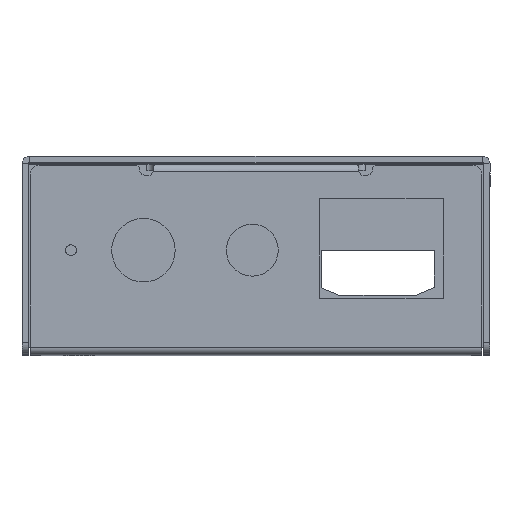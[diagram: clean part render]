
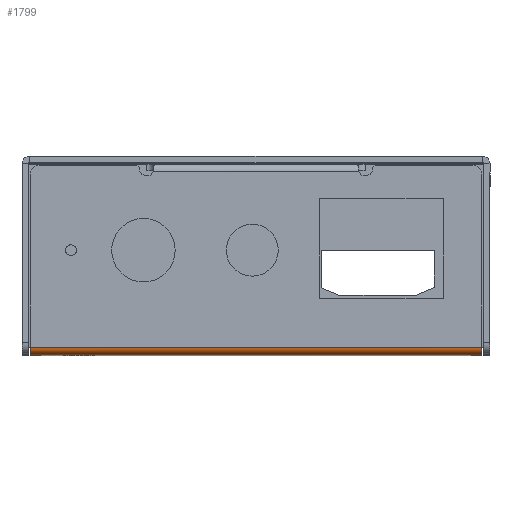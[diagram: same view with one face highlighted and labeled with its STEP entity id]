
A CAD part, top view. The second image highlights one B-rep face of the part: STEP entity #1799.
In plain terms, the highlighted cylindrical face has radius 1.067 mm (diameter 2.134 mm), a partial arc.
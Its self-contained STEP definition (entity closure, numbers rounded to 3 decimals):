
#50 = CARTESIAN_POINT ( 'NONE',  ( 31.09, -1.067, -39.497 ) ) ;
#109 = CARTESIAN_POINT ( 'NONE',  ( 31.09, 0., -38.431 ) ) ;
#227 = CARTESIAN_POINT ( 'NONE',  ( -31.09, 0., -38.431 ) ) ;
#1799 = ADVANCED_FACE ( 'NONE', ( #8056 ), #8058, .T. ) ;
#2532 = EDGE_CURVE ( 'NONE', #3945, #3428, #3279, .T. ) ;
#2595 = EDGE_CURVE ( 'NONE', #3753, #3945, #10778, .T. ) ;
#2605 = EDGE_CURVE ( 'NONE', #3661, #3753, #8539, .T. ) ;
#3279 = B_SPLINE_CURVE_WITH_KNOTS ( 'NONE', 3,
 ( #10523, #10522, #10521, #10525, #10526, #10527, #10528, #10529, #10530, #10531 ),
 .UNSPECIFIED., .F., .F.,
 ( 4, 2, 2, 2, 4 ),
 ( 0., 0.25, 0.5, 0.75, 1. ),
 .UNSPECIFIED. ) ;
#3428 = VERTEX_POINT ( 'NONE', #11054 ) ;
#3661 = VERTEX_POINT ( 'NONE', #50 ) ;
#3753 = VERTEX_POINT ( 'NONE', #109 ) ;
#3832 = EDGE_LOOP ( 'NONE', ( #5814, #5328, #5963, #5435 ) ) ;
#3945 = VERTEX_POINT ( 'NONE', #227 ) ;
#5328 = ORIENTED_EDGE ( 'NONE', *, *, #2595, .F. ) ;
#5435 = ORIENTED_EDGE ( 'NONE', *, *, #12525, .T. ) ;
#5814 = ORIENTED_EDGE ( 'NONE', *, *, #2532, .F. ) ;
#5963 = ORIENTED_EDGE ( 'NONE', *, *, #2605, .F. ) ;
#6302 = AXIS2_PLACEMENT_3D ( 'NONE', #8044, #8053, #8060 ) ;
#8044 = CARTESIAN_POINT ( 'NONE',  ( -62.188, -1.067, -38.431 ) ) ;
#8053 = DIRECTION ( 'NONE',  ( 1., 0., 0. ) ) ;
#8056 = FACE_OUTER_BOUND ( 'NONE', #3832, .T. ) ;
#8058 = CYLINDRICAL_SURFACE ( 'NONE', #6302, 1.067 ) ;
#8060 = DIRECTION ( 'NONE',  ( 0., 0., -1. ) ) ;
#8539 = CIRCLE ( 'NONE', #8545, 1.067 ) ;
#8545 = AXIS2_PLACEMENT_3D ( 'NONE', #10815, #10816, #10817 ) ;
#8776 = VECTOR ( 'NONE', #10780, 1000. ) ;
#10521 = CARTESIAN_POINT ( 'NONE',  ( -31.09, -0.028, -38.71 ) ) ;
#10522 = CARTESIAN_POINT ( 'NONE',  ( -31.09, 0., -38.57 ) ) ;
#10523 = CARTESIAN_POINT ( 'NONE',  ( -31.09, 0., -38.431 ) ) ;
#10525 = CARTESIAN_POINT ( 'NONE',  ( -31.09, -0.135, -38.968 ) ) ;
#10526 = CARTESIAN_POINT ( 'NONE',  ( -31.09, -0.214, -39.086 ) ) ;
#10527 = CARTESIAN_POINT ( 'NONE',  ( -31.09, -0.411, -39.284 ) ) ;
#10528 = CARTESIAN_POINT ( 'NONE',  ( -31.09, -0.53, -39.363 ) ) ;
#10529 = CARTESIAN_POINT ( 'NONE',  ( -31.09, -0.788, -39.47 ) ) ;
#10530 = CARTESIAN_POINT ( 'NONE',  ( -31.09, -0.927, -39.497 ) ) ;
#10531 = CARTESIAN_POINT ( 'NONE',  ( -31.09, -1.067, -39.497 ) ) ;
#10778 = LINE ( 'NONE', #10779, #8776 ) ;
#10779 = CARTESIAN_POINT ( 'NONE',  ( -29.82, 0., -38.431 ) ) ;
#10780 = DIRECTION ( 'NONE',  ( -1., 0., 0. ) ) ;
#10815 = CARTESIAN_POINT ( 'NONE',  ( 31.09, -1.067, -38.431 ) ) ;
#10816 = DIRECTION ( 'NONE',  ( 1., 0., 0. ) ) ;
#10817 = DIRECTION ( 'NONE',  ( 0., 0., -1. ) ) ;
#11054 = CARTESIAN_POINT ( 'NONE',  ( -31.09, -1.067, -39.497 ) ) ;
#12525 = EDGE_CURVE ( 'NONE', #3661, #3428, #15559, .T. ) ;
#15559 = LINE ( 'NONE', #15561, #15986 ) ;
#15561 = CARTESIAN_POINT ( 'NONE',  ( -29.82, -1.067, -39.497 ) ) ;
#15562 = DIRECTION ( 'NONE',  ( -1., 0., 0. ) ) ;
#15986 = VECTOR ( 'NONE', #15562, 1000. ) ;
